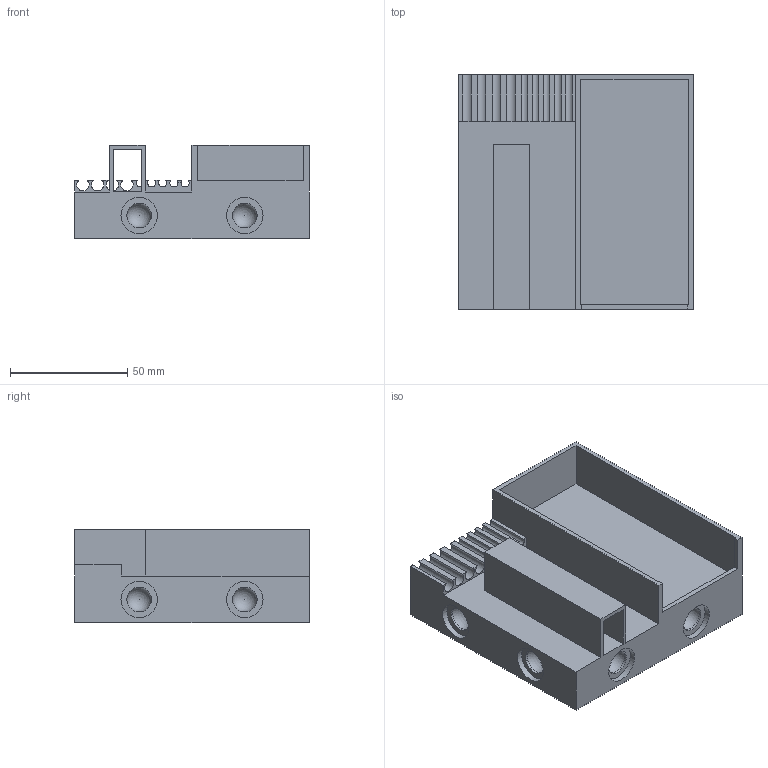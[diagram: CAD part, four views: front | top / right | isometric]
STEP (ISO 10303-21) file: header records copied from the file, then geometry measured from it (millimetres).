
FILE_DESCRIPTION(/* description */ ('STEP AP242','CAx-IF Rec.Pracs.---Representation and Presentation of Product Manufacturing Information (PMI)---4.0---2014-10-13','CAx-IF Rec.Pracs.---3D Tessellated Geometry---0.4---2014-09-14','2;1'),/* implementation_level */ '2;1');
FILE_NAME(/* name */ '68a273d9741a8612ebc1472b',/* time_stamp */ '2025-08-18T00:29:14Z',/* author */ (''),/* organization */ (''),/* preprocessor_version */ 'ST-DEVELOPER v20',/* originating_system */ 'ONSHAPE BY PTC INC, 1.202',/* authorisation */ ' ');
FILE_SCHEMA (('AP242_MANAGED_MODEL_BASED_3D_ENGINEERING_MIM_LF { 1 0 10303 442 1 1 4 }'));
Length unit declared in the file: metre
Products named in the file (1): Tile Base
Bounding box: 100 x 100 x 40 mm (x, y, z)
Volume: 157890.9 mm3; surface area: 52573.6 mm2
Topology: 1 solids, 1 shells, 81 faces, 216 edges, 146 vertices
Faces by surface type: plane 48, cylinder 25, sphere 8
Full cylindrical faces by diameter (mm): 10.5 x8, 15.5 x8
Entity records: 2263 total; most frequent: DIRECTION 387, CARTESIAN_POINT 382, ORIENTED_EDGE 346, EDGE_CURVE 173, AXIS2_PLACEMENT_3D 132, VERTEX_POINT 127, LINE 123, VECTOR 123
